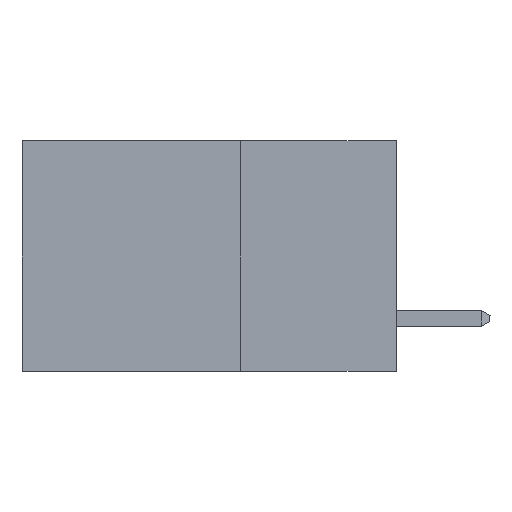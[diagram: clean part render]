
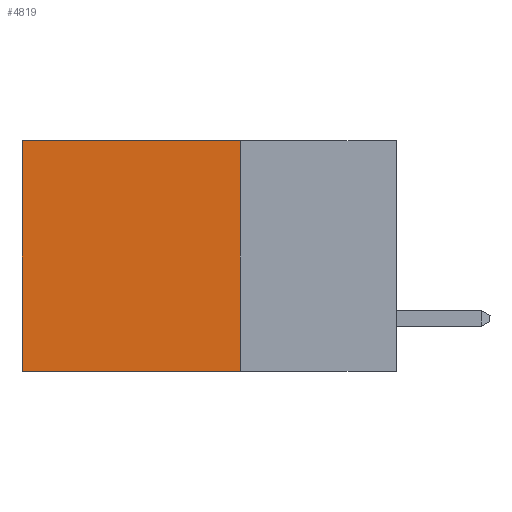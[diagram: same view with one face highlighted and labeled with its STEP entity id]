
A CAD part, left-side view. The second image highlights one B-rep face of the part: STEP entity #4819.
In plain terms, the highlighted planar face has unit normal (-1, 0, 0).
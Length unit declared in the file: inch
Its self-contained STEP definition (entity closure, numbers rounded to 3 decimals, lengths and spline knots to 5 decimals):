
#53 = LINE ( 'NONE', #17340, #15647 ) ;
#301 = LINE ( 'NONE', #7542, #10913 ) ;
#726 = VECTOR ( 'NONE', #13024, 39.37008 ) ;
#883 = EDGE_CURVE ( 'NONE', #16711, #18311, #5372, .T. ) ;
#2723 = EDGE_CURVE ( 'NONE', #23454, #18311, #53, .T. ) ;
#4665 = CARTESIAN_POINT ( 'NONE',  ( 0.2615, 0.25, 0. ) ) ;
#4819 = ADVANCED_FACE ( 'NONE', ( #17750 ), #20101, .F. ) ;
#5372 = LINE ( 'NONE', #16626, #726 ) ;
#6597 = LINE ( 'NONE', #18243, #10091 ) ;
#6805 = DIRECTION ( 'NONE',  ( 0., 0., -1. ) ) ;
#7281 = AXIS2_PLACEMENT_3D ( 'NONE', #17870, #21752, #6805 ) ;
#7433 = DIRECTION ( 'NONE',  ( 0., 1., 0. ) ) ;
#7542 = CARTESIAN_POINT ( 'NONE',  ( 0.2615, 0.25, 0. ) ) ;
#7870 = CARTESIAN_POINT ( 'NONE',  ( 0.2615, 0.6, 0. ) ) ;
#8588 = ORIENTED_EDGE ( 'NONE', *, *, #2723, .F. ) ;
#10091 = VECTOR ( 'NONE', #12367, 39.37008 ) ;
#10798 = ORIENTED_EDGE ( 'NONE', *, *, #14175, .F. ) ;
#10913 = VECTOR ( 'NONE', #7433, 39.37008 ) ;
#12367 = DIRECTION ( 'NONE',  ( 0., 0., -1. ) ) ;
#12388 = VERTEX_POINT ( 'NONE', #4665 ) ;
#13024 = DIRECTION ( 'NONE',  ( 0., 0., -1. ) ) ;
#13834 = DIRECTION ( 'NONE',  ( 0., 1., 0. ) ) ;
#14175 = EDGE_CURVE ( 'NONE', #12388, #23454, #6597, .T. ) ;
#14920 = EDGE_CURVE ( 'NONE', #12388, #16711, #301, .T. ) ;
#15469 = ORIENTED_EDGE ( 'NONE', *, *, #14920, .T. ) ;
#15647 = VECTOR ( 'NONE', #13834, 39.37008 ) ;
#16626 = CARTESIAN_POINT ( 'NONE',  ( 0.2615, 0.6, -0.37 ) ) ;
#16711 = VERTEX_POINT ( 'NONE', #7870 ) ;
#16737 = ORIENTED_EDGE ( 'NONE', *, *, #883, .T. ) ;
#17340 = CARTESIAN_POINT ( 'NONE',  ( 0.2615, 0.25, -0.37 ) ) ;
#17750 = FACE_OUTER_BOUND ( 'NONE', #24289, .T. ) ;
#17870 = CARTESIAN_POINT ( 'NONE',  ( 0.2615, 0.25, -0.37 ) ) ;
#18125 = CARTESIAN_POINT ( 'NONE',  ( 0.2615, 0.6, -0.37 ) ) ;
#18243 = CARTESIAN_POINT ( 'NONE',  ( 0.2615, 0.25, -0.37 ) ) ;
#18311 = VERTEX_POINT ( 'NONE', #18125 ) ;
#19625 = CARTESIAN_POINT ( 'NONE',  ( 0.2615, 0.25, -0.37 ) ) ;
#20101 = PLANE ( 'NONE',  #7281 ) ;
#21752 = DIRECTION ( 'NONE',  ( 1., 0., 0. ) ) ;
#23454 = VERTEX_POINT ( 'NONE', #19625 ) ;
#24289 = EDGE_LOOP ( 'NONE', ( #16737, #8588, #10798, #15469 ) ) ;
